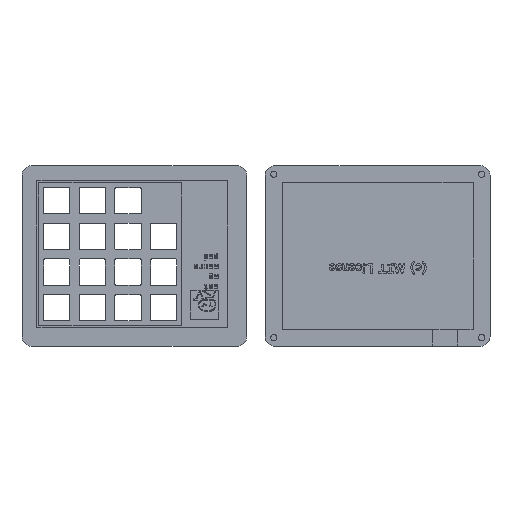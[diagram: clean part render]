
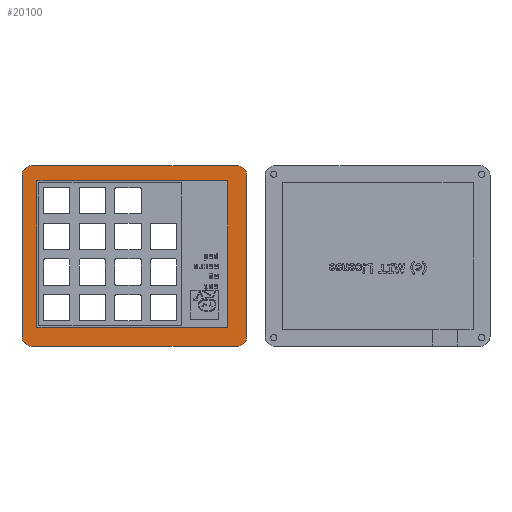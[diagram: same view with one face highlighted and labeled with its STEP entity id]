
A CAD part, top view. The second image highlights one B-rep face of the part: STEP entity #20100.
In plain terms, the highlighted planar face has unit normal (0, 0, 1).
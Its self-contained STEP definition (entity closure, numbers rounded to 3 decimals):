
#42=CIRCLE('',#20965,5.);
#43=CIRCLE('',#20968,5.);
#44=CIRCLE('',#20969,5.);
#45=CIRCLE('',#20970,5.);
#294=FACE_BOUND('',#2835,.T.);
#630=PLANE('',#20967);
#1678=FACE_OUTER_BOUND('',#2834,.T.);
#2834=EDGE_LOOP('',(#16569,#16570,#16571,#16572,#16573,#16574,#16575,#16576));
#2835=EDGE_LOOP('',(#16577,#16578,#16579,#16580));
#4457=LINE('',#34176,#6691);
#4460=LINE('',#34182,#6694);
#4461=LINE('',#34186,#6695);
#4462=LINE('',#34190,#6696);
#4463=LINE('',#34194,#6697);
#4464=LINE('',#34196,#6698);
#4465=LINE('',#34198,#6699);
#4466=LINE('',#34199,#6700);
#6691=VECTOR('',#23337,10.);
#6694=VECTOR('',#23342,10.);
#6695=VECTOR('',#23345,10.);
#6696=VECTOR('',#23348,10.);
#6697=VECTOR('',#23351,10.);
#6698=VECTOR('',#23352,10.);
#6699=VECTOR('',#23353,10.);
#6700=VECTOR('',#23354,10.);
#9550=VERTEX_POINT('',#34169);
#9551=VERTEX_POINT('',#34171);
#9552=VERTEX_POINT('',#34175);
#9554=VERTEX_POINT('',#34181);
#9555=VERTEX_POINT('',#34183);
#9556=VERTEX_POINT('',#34185);
#9557=VERTEX_POINT('',#34187);
#9558=VERTEX_POINT('',#34189);
#9559=VERTEX_POINT('',#34192);
#9560=VERTEX_POINT('',#34193);
#9561=VERTEX_POINT('',#34195);
#9562=VERTEX_POINT('',#34197);
#11959=EDGE_CURVE('',#9550,#9551,#42,.T.);
#11961=EDGE_CURVE('',#9551,#9552,#4457,.T.);
#11964=EDGE_CURVE('',#9554,#9550,#4460,.T.);
#11965=EDGE_CURVE('',#9555,#9554,#43,.T.);
#11966=EDGE_CURVE('',#9556,#9555,#4461,.T.);
#11967=EDGE_CURVE('',#9557,#9556,#44,.T.);
#11968=EDGE_CURVE('',#9558,#9557,#4462,.T.);
#11969=EDGE_CURVE('',#9552,#9558,#45,.T.);
#11970=EDGE_CURVE('',#9559,#9560,#4463,.T.);
#11971=EDGE_CURVE('',#9560,#9561,#4464,.T.);
#11972=EDGE_CURVE('',#9561,#9562,#4465,.T.);
#11973=EDGE_CURVE('',#9562,#9559,#4466,.T.);
#16569=ORIENTED_EDGE('',*,*,#11959,.F.);
#16570=ORIENTED_EDGE('',*,*,#11964,.F.);
#16571=ORIENTED_EDGE('',*,*,#11965,.F.);
#16572=ORIENTED_EDGE('',*,*,#11966,.F.);
#16573=ORIENTED_EDGE('',*,*,#11967,.F.);
#16574=ORIENTED_EDGE('',*,*,#11968,.F.);
#16575=ORIENTED_EDGE('',*,*,#11969,.F.);
#16576=ORIENTED_EDGE('',*,*,#11961,.F.);
#16577=ORIENTED_EDGE('',*,*,#11970,.T.);
#16578=ORIENTED_EDGE('',*,*,#11971,.T.);
#16579=ORIENTED_EDGE('',*,*,#11972,.T.);
#16580=ORIENTED_EDGE('',*,*,#11973,.T.);
#20100=ADVANCED_FACE('',(#1678,#294),#630,.T.);
#20965=AXIS2_PLACEMENT_3D('',#34172,#23332,#23333);
#20967=AXIS2_PLACEMENT_3D('',#34180,#23340,#23341);
#20968=AXIS2_PLACEMENT_3D('',#34184,#23343,#23344);
#20969=AXIS2_PLACEMENT_3D('',#34188,#23346,#23347);
#20970=AXIS2_PLACEMENT_3D('',#34191,#23349,#23350);
#23332=DIRECTION('center_axis',(0.,0.,-1.));
#23333=DIRECTION('ref_axis',(0.707,-0.707,0.));
#23337=DIRECTION('',(-1.,0.,0.));
#23340=DIRECTION('center_axis',(0.,0.,1.));
#23341=DIRECTION('ref_axis',(1.,0.,0.));
#23342=DIRECTION('',(0.,-1.,0.));
#23343=DIRECTION('center_axis',(0.,0.,-1.));
#23344=DIRECTION('ref_axis',(0.707,0.707,0.));
#23345=DIRECTION('',(1.,0.,0.));
#23346=DIRECTION('center_axis',(0.,0.,-1.));
#23347=DIRECTION('ref_axis',(-0.707,0.707,0.));
#23348=DIRECTION('',(0.,1.,0.));
#23349=DIRECTION('center_axis',(0.,0.,-1.));
#23350=DIRECTION('ref_axis',(-0.707,-0.707,0.));
#23351=DIRECTION('',(0.,-1.,0.));
#23352=DIRECTION('',(-1.,0.,0.));
#23353=DIRECTION('',(0.,1.,0.));
#23354=DIRECTION('',(1.,0.,0.));
#34169=CARTESIAN_POINT('',(-9.987,-91.342,5.));
#34171=CARTESIAN_POINT('',(-14.987,-96.342,5.));
#34172=CARTESIAN_POINT('Origin',(-14.987,-91.342,5.));
#34175=CARTESIAN_POINT('',(-125.,-96.342,5.));
#34176=CARTESIAN_POINT('',(-9.987,-96.342,5.));
#34180=CARTESIAN_POINT('Origin',(-69.994,-48.171,5.));
#34181=CARTESIAN_POINT('',(-9.987,-5.,5.));
#34182=CARTESIAN_POINT('',(-9.987,0.,5.));
#34183=CARTESIAN_POINT('',(-14.987,0.,5.));
#34184=CARTESIAN_POINT('Origin',(-14.987,-5.,5.));
#34185=CARTESIAN_POINT('',(-125.,0.,5.));
#34186=CARTESIAN_POINT('',(-130.,0.,5.));
#34187=CARTESIAN_POINT('',(-130.,-5.,5.));
#34188=CARTESIAN_POINT('Origin',(-125.,-5.,5.));
#34189=CARTESIAN_POINT('',(-130.,-91.342,5.));
#34190=CARTESIAN_POINT('',(-130.,-96.342,5.));
#34191=CARTESIAN_POINT('Origin',(-125.,-91.342,5.));
#34192=CARTESIAN_POINT('',(-19.987,-8.,5.));
#34193=CARTESIAN_POINT('',(-19.987,-86.342,5.));
#34194=CARTESIAN_POINT('',(-19.987,-28.086,5.));
#34195=CARTESIAN_POINT('',(-122.,-86.342,5.));
#34196=CARTESIAN_POINT('',(-44.99,-86.342,5.));
#34197=CARTESIAN_POINT('',(-122.,-8.,5.));
#34198=CARTESIAN_POINT('',(-122.,-67.257,5.));
#34199=CARTESIAN_POINT('',(-95.997,-8.,5.));
